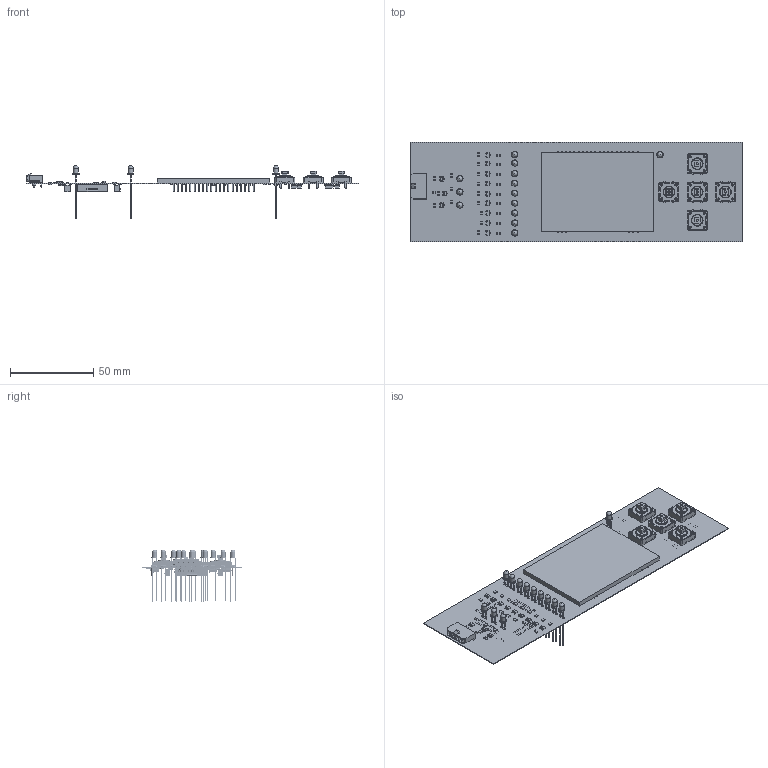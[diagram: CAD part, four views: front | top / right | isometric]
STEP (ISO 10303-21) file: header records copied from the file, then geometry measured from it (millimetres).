
FILE_DESCRIPTION(('Open CASCADE Model'),'2;1');
FILE_NAME('Open CASCADE Shape Model','2024-02-20T22:50:12',('Author'),( 'Open CASCADE'),'Open CASCADE STEP processor 7.5','Open CASCADE 7.5' ,'Unknown');
FILE_SCHEMA(('AUTOMOTIVE_DESIGN { 1 0 10303 214 1 1 1 1 }'));
Length unit declared in the file: millimetre
Products named in the file (123): PCB; Board; Open CASCADE STEP translator 7.5 3.1.1; R102; CPF0805B15RE; term1; term2; body; R101; Q101; CPH3455-TL-H; Body; PinsArrayL; FilletPinR; D409; 824501601; Chamfer; FilletPin1; FilletPin2; D408; D407; D406; D405; DS301; EA_DOGL128W-6; Leads; R417; D404; 151033xxx; D403; D402; D401; SW405; 4304x60737x6; frame; cover; pins; SW404; SW403; SW402 ...
Assembly tree (230 placements, depth 4):
  PCB
    Board
      Open CASCADE STEP translator 7.5 3.1.1
    R102
      CPF0805B15RE
        term1
        term2
        body
    R101
      CPF0805B15RE
        term1
        term2
        body
    Q101
      CPH3455-TL-H
        Body
        PinsArrayL
        FilletPinR
    D409
      824501601
        Chamfer
        FilletPin1
        FilletPin2
    D408
      824501601
        Chamfer
        FilletPin1
        FilletPin2
    D407
      824501601
        Chamfer
        FilletPin1
        FilletPin2
    D406
      824501601
        Chamfer
        FilletPin1
        FilletPin2
    D405
      824501601
        Chamfer
        FilletPin1
        FilletPin2
    DS301
      EA_DOGL128W-6
        Body
        Leads
    R417
      CPF0805B15RE
        term1
        term2
        body
    D404
      151033xxx
    D403
      151033xxx
    D402
      151033xxx
    D401
      151033xxx
Bounding box: 200 x 60 x 31.7 mm (x, y, z)
Volume: 18975.4 mm3; surface area: 45545.7 mm2
Topology: 394 solids, 394 shells, 11719 faces, 30443 edges, 19509 vertices
Faces by surface type: plane 7504, cylinder 3859, bspline 244, sphere 105, torus 5, cone 2
Full cylindrical faces by diameter (mm): 0.2 x14, 0.58 x26, 1 x40, 1.4 x5, 3 x13, 6.95 x5, 7.1 x5
Entity records: 32646 total; most frequent: CARTESIAN_POINT 5222, DIRECTION 4980, ORIENTED_EDGE 4652, EDGE_CURVE 2326, LINE 1950, VECTOR 1950, AXIS2_PLACEMENT_3D 1515, VERTEX_POINT 1511
